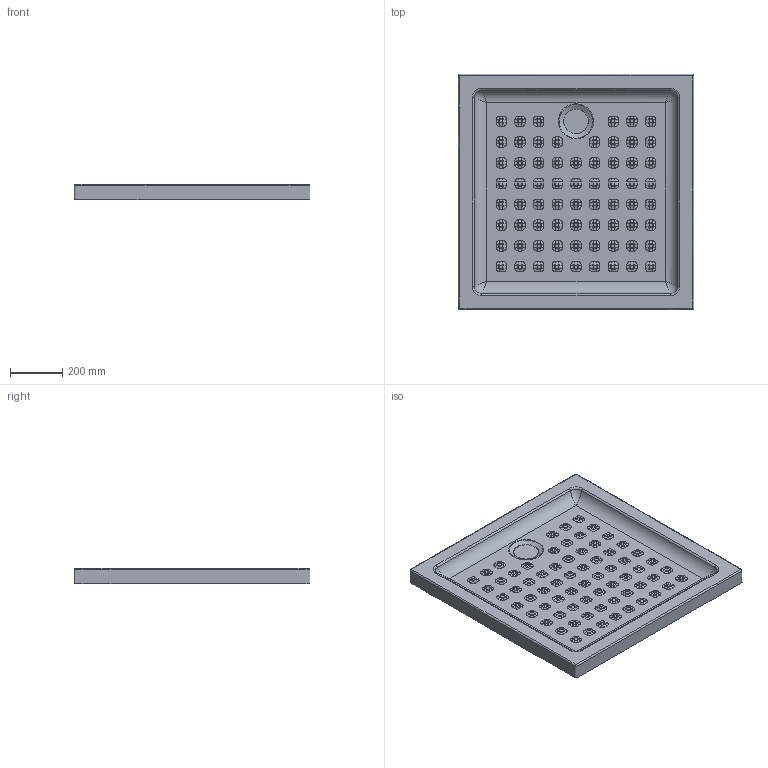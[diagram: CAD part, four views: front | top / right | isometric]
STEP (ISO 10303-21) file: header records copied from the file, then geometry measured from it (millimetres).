
FILE_DESCRIPTION(/* description */ (''),/* implementation_level */ '2;1');
FILE_NAME(/* name */ '6221DW_O.Novo_Classic.stp',/* time_stamp */ '2019-02-12T12:50:28+01:00',/* author */ (''),/* organization */ (''),/* preprocessor_version */ 'ST-DEVELOPER v16',/* originating_system */ 'SIEMENS PLM Software NX 10.0',/* authorisation */ '');
FILE_SCHEMA (('AUTOMOTIVE_DESIGN { 1 0 10303 214 3 1 1 1 }'));
Products named in the file (1): math1C541D01swj6
Bounding box: 900 x 900 x 60 mm (x, y, z)
Volume: 23575947.4 mm3; surface area: 1891225.3 mm2
Topology: 1 solids, 1 shells, 1181 faces, 2776 edges, 1391 vertices
Faces by surface type: cylinder 550, bspline 286, sphere 272, plane 72, extrusion 1
Entity records: 46214 total; most frequent: CARTESIAN_POINT 23623, ORIENTED_EDGE 4982, DIRECTION 4437, EDGE_CURVE 2491, AXIS2_PLACEMENT_3D 1983, VERTEX_POINT 1387, EDGE_LOOP 1256, ADVANCED_FACE 1181
